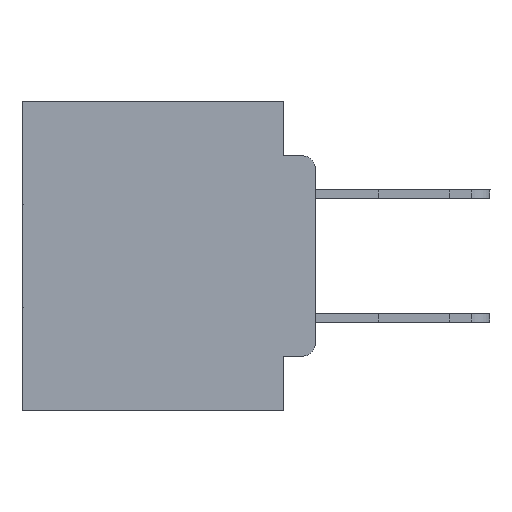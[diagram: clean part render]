
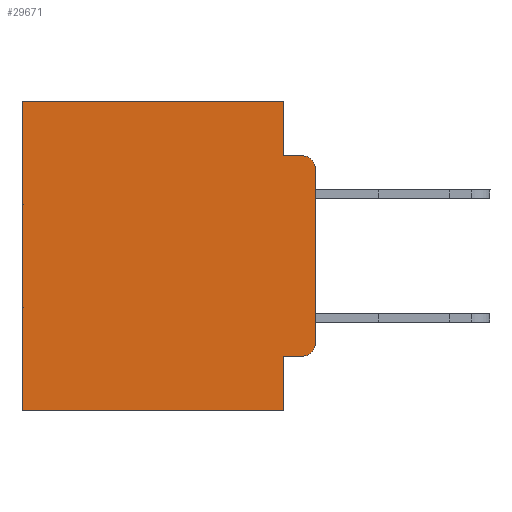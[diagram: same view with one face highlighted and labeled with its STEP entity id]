
A CAD part, left-side view. The second image highlights one B-rep face of the part: STEP entity #29671.
In plain terms, the highlighted planar face has unit normal (-1, 0, 0).
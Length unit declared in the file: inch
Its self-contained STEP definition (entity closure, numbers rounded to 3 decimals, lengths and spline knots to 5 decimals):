
#459 = DIRECTION ( 'NONE',  ( 0., 1., 0. ) ) ;
#568 = EDGE_CURVE ( 'NONE', #30342, #6198, #9070, .T. ) ;
#808 = LINE ( 'NONE', #18344, #15751 ) ;
#1105 = CARTESIAN_POINT ( 'NONE',  ( 0.298, 0.051, -0.0885 ) ) ;
#1472 = DIRECTION ( 'NONE',  ( -1., 0., 0. ) ) ;
#1576 = DIRECTION ( 'NONE',  ( 0., 0., -1. ) ) ;
#1729 = CIRCLE ( 'NONE', #6838, 0.02 ) ;
#1876 = CARTESIAN_POINT ( 'NONE',  ( 0.298, 0.051, 0. ) ) ;
#1939 = VERTEX_POINT ( 'NONE', #1105 ) ;
#2147 = DIRECTION ( 'NONE',  ( 0., 0., -1. ) ) ;
#2172 = DIRECTION ( 'NONE',  ( 0., 0., -1. ) ) ;
#2578 = CARTESIAN_POINT ( 'NONE',  ( 0.298, 0., -0.3915 ) ) ;
#2794 = ORIENTED_EDGE ( 'NONE', *, *, #4445, .F. ) ;
#2927 = VECTOR ( 'NONE', #23381, 39.37008 ) ;
#3011 = ORIENTED_EDGE ( 'NONE', *, *, #20755, .F. ) ;
#3081 = VECTOR ( 'NONE', #459, 39.37008 ) ;
#3930 = CARTESIAN_POINT ( 'NONE',  ( 0.298, 0.02, -0.4115 ) ) ;
#4445 = EDGE_CURVE ( 'NONE', #6646, #1939, #23737, .T. ) ;
#4835 = CARTESIAN_POINT ( 'NONE',  ( 0.298, 0., -0.5 ) ) ;
#5015 = LINE ( 'NONE', #12627, #29687 ) ;
#5519 = EDGE_CURVE ( 'NONE', #7832, #16771, #1729, .T. ) ;
#5836 = ORIENTED_EDGE ( 'NONE', *, *, #14922, .T. ) ;
#6198 = VERTEX_POINT ( 'NONE', #27891 ) ;
#6285 = LINE ( 'NONE', #26337, #17872 ) ;
#6646 = VERTEX_POINT ( 'NONE', #24935 ) ;
#6731 = ORIENTED_EDGE ( 'NONE', *, *, #21942, .T. ) ;
#6838 = AXIS2_PLACEMENT_3D ( 'NONE', #20740, #1472, #23156 ) ;
#7293 = ORIENTED_EDGE ( 'NONE', *, *, #20433, .F. ) ;
#7371 = VERTEX_POINT ( 'NONE', #3930 ) ;
#7472 = ORIENTED_EDGE ( 'NONE', *, *, #568, .F. ) ;
#7703 = VERTEX_POINT ( 'NONE', #2578 ) ;
#7832 = VERTEX_POINT ( 'NONE', #17957 ) ;
#8298 = DIRECTION ( 'NONE',  ( 0., 0., -1. ) ) ;
#8397 = VECTOR ( 'NONE', #8881, 39.37008 ) ;
#8803 = VECTOR ( 'NONE', #13485, 39.37008 ) ;
#8881 = DIRECTION ( 'NONE',  ( 0., 0., -1. ) ) ;
#9070 = LINE ( 'NONE', #4835, #3081 ) ;
#10023 = LINE ( 'NONE', #27760, #2927 ) ;
#10153 = CARTESIAN_POINT ( 'NONE',  ( 0.298, 0., 0. ) ) ;
#10269 = DIRECTION ( 'NONE',  ( 0., 1., 0. ) ) ;
#10543 = CARTESIAN_POINT ( 'NONE',  ( 0.298, 0.051, -0.4115 ) ) ;
#10801 = FACE_OUTER_BOUND ( 'NONE', #30182, .T. ) ;
#11860 = DIRECTION ( 'NONE',  ( -1., 0., 0. ) ) ;
#12546 = AXIS2_PLACEMENT_3D ( 'NONE', #28300, #11860, #2147 ) ;
#12627 = CARTESIAN_POINT ( 'NONE',  ( 0.298, 0.051, -0.0885 ) ) ;
#12746 = CARTESIAN_POINT ( 'NONE',  ( 0.298, 0.02, -0.0885 ) ) ;
#13352 = CARTESIAN_POINT ( 'NONE',  ( 0.298, 0., 0. ) ) ;
#13373 = CARTESIAN_POINT ( 'NONE',  ( 0.298, 0.473, 0. ) ) ;
#13485 = DIRECTION ( 'NONE',  ( 0., 0., -1. ) ) ;
#14911 = AXIS2_PLACEMENT_3D ( 'NONE', #13352, #20186, #8298 ) ;
#14922 = EDGE_CURVE ( 'NONE', #29315, #6198, #808, .T. ) ;
#15751 = VECTOR ( 'NONE', #1576, 39.37008 ) ;
#16245 = EDGE_CURVE ( 'NONE', #24442, #7371, #10023, .T. ) ;
#16771 = VERTEX_POINT ( 'NONE', #12746 ) ;
#17599 = PLANE ( 'NONE',  #14911 ) ;
#17872 = VECTOR ( 'NONE', #2172, 39.37008 ) ;
#17957 = CARTESIAN_POINT ( 'NONE',  ( 0.298, 0., -0.1085 ) ) ;
#18344 = CARTESIAN_POINT ( 'NONE',  ( 0.298, 0.473, 0. ) ) ;
#20186 = DIRECTION ( 'NONE',  ( 1., 0., 0. ) ) ;
#20433 = EDGE_CURVE ( 'NONE', #7832, #7703, #27434, .T. ) ;
#20740 = CARTESIAN_POINT ( 'NONE',  ( 0.298, 0.02, -0.1085 ) ) ;
#20755 = EDGE_CURVE ( 'NONE', #1939, #16771, #5015, .T. ) ;
#20999 = LINE ( 'NONE', #10153, #22489 ) ;
#21942 = EDGE_CURVE ( 'NONE', #6646, #29315, #20999, .T. ) ;
#22390 = ORIENTED_EDGE ( 'NONE', *, *, #30020, .T. ) ;
#22489 = VECTOR ( 'NONE', #10269, 39.37008 ) ;
#23087 = CIRCLE ( 'NONE', #12546, 0.02 ) ;
#23156 = DIRECTION ( 'NONE',  ( 0., 0., -1. ) ) ;
#23381 = DIRECTION ( 'NONE',  ( 0., -1., 0. ) ) ;
#23737 = LINE ( 'NONE', #1876, #8803 ) ;
#24442 = VERTEX_POINT ( 'NONE', #10543 ) ;
#24863 = EDGE_CURVE ( 'NONE', #24442, #30342, #6285, .T. ) ;
#24935 = CARTESIAN_POINT ( 'NONE',  ( 0.298, 0.051, 0. ) ) ;
#24949 = CARTESIAN_POINT ( 'NONE',  ( 0.298, 0.051, -0.5 ) ) ;
#25559 = ORIENTED_EDGE ( 'NONE', *, *, #5519, .T. ) ;
#26337 = CARTESIAN_POINT ( 'NONE',  ( 0.298, 0.051, 0. ) ) ;
#27434 = LINE ( 'NONE', #30309, #8397 ) ;
#27760 = CARTESIAN_POINT ( 'NONE',  ( 0.298, 0.051, -0.4115 ) ) ;
#27891 = CARTESIAN_POINT ( 'NONE',  ( 0.298, 0.473, -0.5 ) ) ;
#28160 = ORIENTED_EDGE ( 'NONE', *, *, #16245, .T. ) ;
#28300 = CARTESIAN_POINT ( 'NONE',  ( 0.298, 0.02, -0.3915 ) ) ;
#29315 = VERTEX_POINT ( 'NONE', #13373 ) ;
#29643 = DIRECTION ( 'NONE',  ( 0., -1., 0. ) ) ;
#29671 = ADVANCED_FACE ( 'NONE', ( #10801 ), #17599, .F. ) ;
#29687 = VECTOR ( 'NONE', #29643, 39.37008 ) ;
#29827 = ORIENTED_EDGE ( 'NONE', *, *, #24863, .F. ) ;
#30020 = EDGE_CURVE ( 'NONE', #7371, #7703, #23087, .T. ) ;
#30182 = EDGE_LOOP ( 'NONE', ( #7293, #25559, #3011, #2794, #6731, #5836, #7472, #29827, #28160, #22390 ) ) ;
#30309 = CARTESIAN_POINT ( 'NONE',  ( 0.298, 0., 0. ) ) ;
#30342 = VERTEX_POINT ( 'NONE', #24949 ) ;
